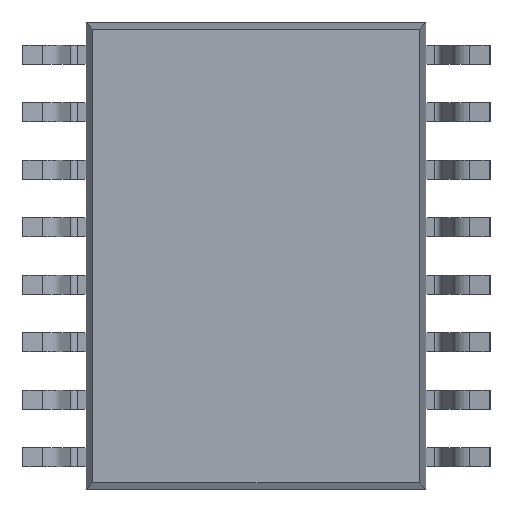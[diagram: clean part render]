
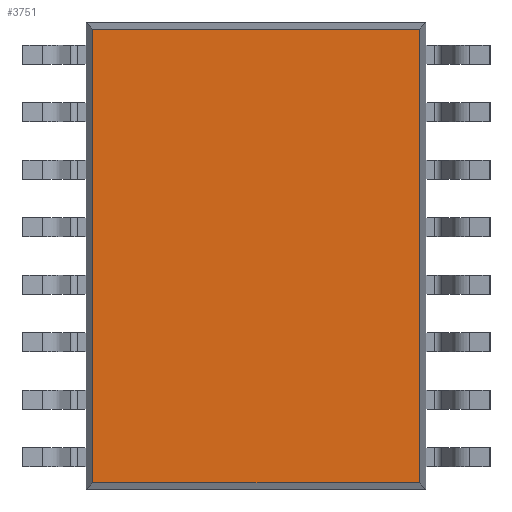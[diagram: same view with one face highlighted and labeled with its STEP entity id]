
A CAD part, front view. The second image highlights one B-rep face of the part: STEP entity #3751.
In plain terms, the highlighted planar face has unit normal (0, -1, 0).
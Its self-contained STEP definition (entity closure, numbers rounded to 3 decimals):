
#209 = VERTEX_POINT ( 'NONE', #6421 ) ;
#910 = ORIENTED_EDGE ( 'NONE', *, *, #4609, .T. ) ;
#1163 = VERTEX_POINT ( 'NONE', #5869 ) ;
#1652 = DIRECTION ( 'NONE',  ( 1., 0., 0. ) ) ;
#1886 = ORIENTED_EDGE ( 'NONE', *, *, #4230, .T. ) ;
#1977 = CARTESIAN_POINT ( 'NONE',  ( -3.604, 0.3, 5.15 ) ) ;
#2271 = VERTEX_POINT ( 'NONE', #3052 ) ;
#2346 = ORIENTED_EDGE ( 'NONE', *, *, #3796, .T. ) ;
#2368 = LINE ( 'NONE', #5541, #3479 ) ;
#2414 = CARTESIAN_POINT ( 'NONE',  ( 3.75, 0.3, 5.004 ) ) ;
#2569 = VERTEX_POINT ( 'NONE', #7368 ) ;
#2591 = DIRECTION ( 'NONE',  ( 0., 0., -1. ) ) ;
#2626 = DIRECTION ( 'NONE',  ( 0., 0., 1. ) ) ;
#2659 = FACE_OUTER_BOUND ( 'NONE', #5189, .T. ) ;
#2705 = CARTESIAN_POINT ( 'NONE',  ( -3.75, 0.3, -5.004 ) ) ;
#3052 = CARTESIAN_POINT ( 'NONE',  ( 3.604, 0.3, -5.004 ) ) ;
#3108 = EDGE_CURVE ( 'NONE', #1163, #2569, #4143, .T. ) ;
#3299 = DIRECTION ( 'NONE',  ( 0., -1., 0. ) ) ;
#3479 = VECTOR ( 'NONE', #2626, 1000. ) ;
#3751 = ADVANCED_FACE ( 'NONE', ( #2659 ), #5641, .T. ) ;
#3796 = EDGE_CURVE ( 'NONE', #2569, #2271, #4408, .T. ) ;
#4024 = VECTOR ( 'NONE', #6441, 1000. ) ;
#4143 = LINE ( 'NONE', #1977, #4682 ) ;
#4230 = EDGE_CURVE ( 'NONE', #2271, #209, #2368, .T. ) ;
#4296 = LINE ( 'NONE', #2414, #4024 ) ;
#4408 = LINE ( 'NONE', #2705, #7468 ) ;
#4550 = CARTESIAN_POINT ( 'NONE',  ( 0., 0.3, 0. ) ) ;
#4609 = EDGE_CURVE ( 'NONE', #209, #1163, #4296, .T. ) ;
#4682 = VECTOR ( 'NONE', #2591, 1000. ) ;
#5189 = EDGE_LOOP ( 'NONE', ( #2346, #1886, #910, #5462 ) ) ;
#5462 = ORIENTED_EDGE ( 'NONE', *, *, #3108, .T. ) ;
#5541 = CARTESIAN_POINT ( 'NONE',  ( 3.604, 0.3, -5.15 ) ) ;
#5641 = PLANE ( 'NONE',  #7049 ) ;
#5869 = CARTESIAN_POINT ( 'NONE',  ( -3.604, 0.3, 5.004 ) ) ;
#6421 = CARTESIAN_POINT ( 'NONE',  ( 3.604, 0.3, 5.004 ) ) ;
#6441 = DIRECTION ( 'NONE',  ( -1., 0., 0. ) ) ;
#7049 = AXIS2_PLACEMENT_3D ( 'NONE', #4550, #3299, #7353 ) ;
#7353 = DIRECTION ( 'NONE',  ( 0., 0., -1. ) ) ;
#7368 = CARTESIAN_POINT ( 'NONE',  ( -3.604, 0.3, -5.004 ) ) ;
#7468 = VECTOR ( 'NONE', #1652, 1000. ) ;
